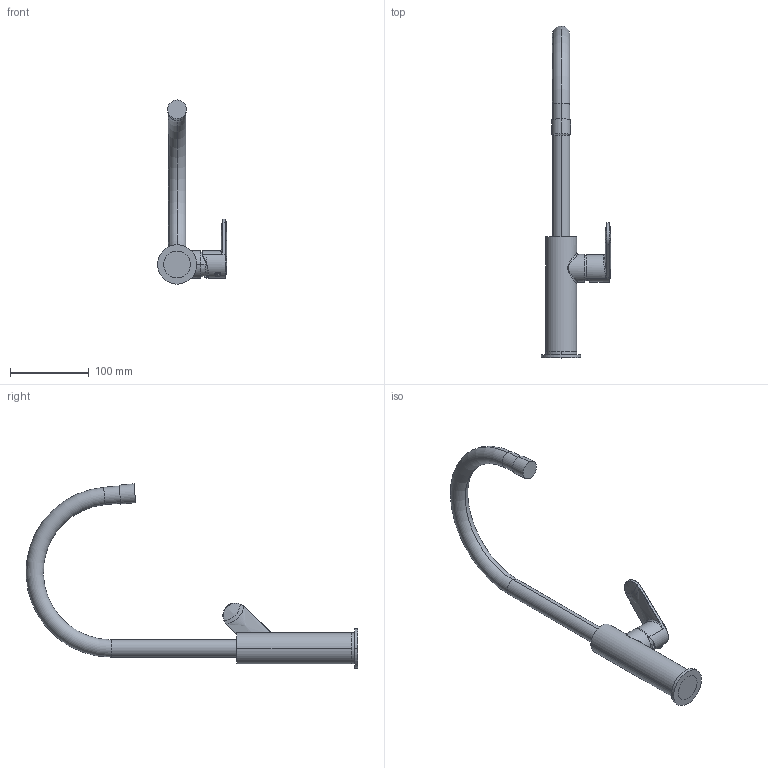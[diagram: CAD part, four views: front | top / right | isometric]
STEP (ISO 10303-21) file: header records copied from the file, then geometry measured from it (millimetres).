
FILE_DESCRIPTION((''),'2;1');
FILE_NAME('CA180CR','2021-04-13T10:00:46',('ut3'),('PAFFONI SpA'),'CREO PARAMETRIC BY PTC INC, 2020044','CREO PARAMETRIC BY PTC INC, 2020044','');
FILE_SCHEMA(('CONFIG_CONTROL_DESIGN','SHAPE_APPEARANCE_LAYERS_GROUPS'));
Length unit declared in the file: millimetre
Products named in the file (1): CA180CR
Bounding box: 87.82 x 421.4 x 233.97 mm (x, y, z)
Volume: 331842 mm3; surface area: 92074.6 mm2
Topology: 2 solids, 2 shells, 284 faces, 654 edges, 392 vertices
Faces by surface type: cylinder 117, plane 66, cone 60, bspline 33, torus 6, sphere 2
Entity records: 13965 total; most frequent: CARTESIAN_POINT 5711, DIRECTION 1307, ORIENTED_EDGE 1276, EDGE_CURVE 638, AXIS2_PLACEMENT_3D 531, VERTEX_POINT 392, EDGE_LOOP 330, FACE_OUTER_BOUND 284
